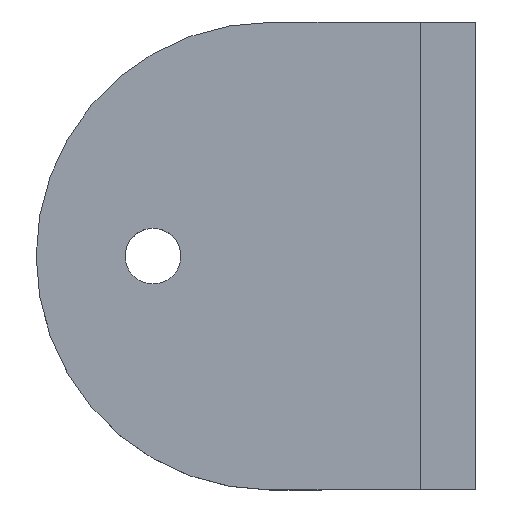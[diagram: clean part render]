
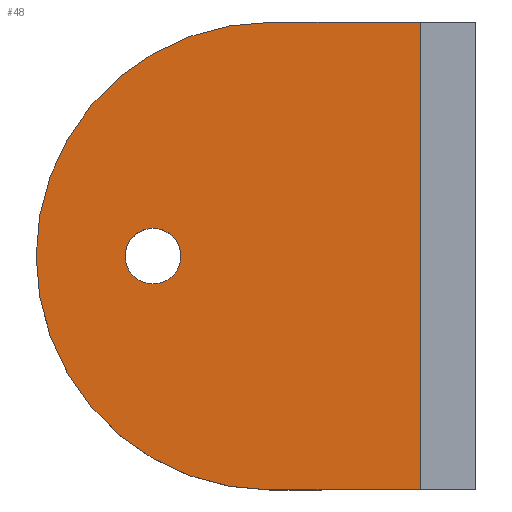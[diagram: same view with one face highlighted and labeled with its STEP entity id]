
A CAD part, top view. The second image highlights one B-rep face of the part: STEP entity #48.
In plain terms, the highlighted planar face has unit normal (0, 0, 1).
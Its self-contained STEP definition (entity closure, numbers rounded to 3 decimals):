
#48=ADVANCED_FACE('',(#147,#149),#151,.F.);
#147=FACE_BOUND('',#148,.T.);
#148=EDGE_LOOP('',(#242,#243,#244,#245));
#149=FACE_BOUND('',#150,.T.);
#150=EDGE_LOOP('',(#246));
#151=PLANE('',#152);
#152=AXIS2_PLACEMENT_3D('',#153,#154,#155);
#153=CARTESIAN_POINT('',(0.,0.,0.));
#154=DIRECTION('',(0.,0.,-1.));
#155=DIRECTION('',(1.,0.,0.));
#242=ORIENTED_EDGE('',*,*,#290,.F.);
#243=ORIENTED_EDGE('',*,*,#291,.F.);
#244=ORIENTED_EDGE('',*,*,#292,.F.);
#245=ORIENTED_EDGE('',*,*,#293,.F.);
#246=ORIENTED_EDGE('',*,*,#294,.T.);
#290=EDGE_CURVE('',#314,#315,#316,.F.);
#291=EDGE_CURVE('',#317,#314,#318,.F.);
#292=EDGE_CURVE('',#319,#317,#320,.F.);
#293=EDGE_CURVE('',#315,#319,#321,.T.);
#294=EDGE_CURVE('',#322,#322,#323,.T.);
#314=VERTEX_POINT('',#356);
#315=VERTEX_POINT('',#357);
#316=LINE('',#358,#359);
#317=VERTEX_POINT('',#361);
#318=LINE('',#362,#363);
#319=VERTEX_POINT('',#365);
#320=LINE('',#366,#367);
#321=CIRCLE('',#369,21.);
#322=VERTEX_POINT('',#373);
#323=CIRCLE('',#374,2.5);
#356=CARTESIAN_POINT('',(52.,0.,0.));
#357=CARTESIAN_POINT('',(38.5,0.,0.));
#358=CARTESIAN_POINT('',(38.5,0.,0.));
#359=VECTOR('',#360,1.);
#360=DIRECTION('',(1.,0.,0.));
#361=CARTESIAN_POINT('',(52.,42.,0.));
#362=CARTESIAN_POINT('',(52.,0.,0.));
#363=VECTOR('',#364,1.);
#364=DIRECTION('',(0.,1.,0.));
#365=CARTESIAN_POINT('',(38.5,42.,0.));
#366=CARTESIAN_POINT('',(52.,42.,0.));
#367=VECTOR('',#368,1.);
#368=DIRECTION('',(-1.,0.,0.));
#369=AXIS2_PLACEMENT_3D('',#370,#371,#372);
#370=CARTESIAN_POINT('',(38.5,21.,0.));
#371=DIRECTION('',(0.,0.,-1.));
#372=DIRECTION('',(0.,-1.,0.));
#373=CARTESIAN_POINT('',(25.5,21.,0.));
#374=AXIS2_PLACEMENT_3D('',#375,#376,#377);
#375=CARTESIAN_POINT('',(28.,21.,0.));
#376=DIRECTION('',(0.,0.,-1.));
#377=DIRECTION('',(-1.,0.,0.));
